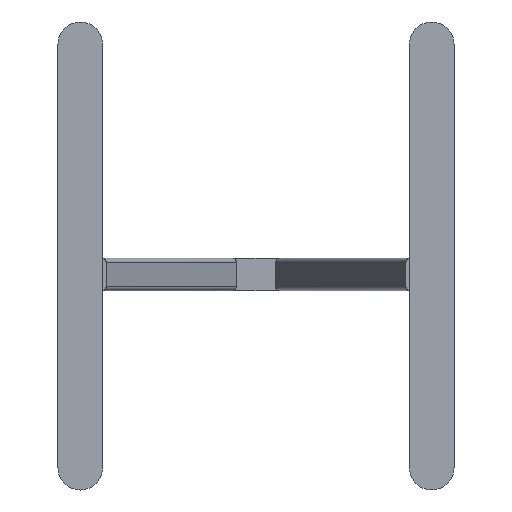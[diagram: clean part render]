
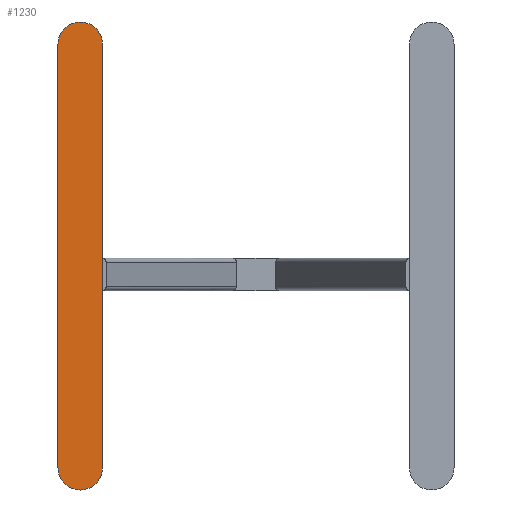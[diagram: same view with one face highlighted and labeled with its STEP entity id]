
A CAD part, front view. The second image highlights one B-rep face of the part: STEP entity #1230.
In plain terms, the highlighted planar face has unit normal (0, -1, 0).
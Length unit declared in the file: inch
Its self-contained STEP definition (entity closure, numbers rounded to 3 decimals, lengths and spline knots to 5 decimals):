
#29 = DIRECTION ( 'NONE',  ( 0., 0., 1. ) ) ;
#42 = VERTEX_POINT ( 'NONE', #402 ) ;
#48 = VECTOR ( 'NONE', #102, 39.37008 ) ;
#53 = ORIENTED_EDGE ( 'NONE', *, *, #1212, .T. ) ;
#102 = DIRECTION ( 'NONE',  ( 0., 0., 1. ) ) ;
#168 = CARTESIAN_POINT ( 'NONE',  ( -1.88927, -3.62, -2.37957 ) ) ;
#187 = CARTESIAN_POINT ( 'NONE',  ( -2.16407, -3.62, 2.83488 ) ) ;
#278 = CIRCLE ( 'NONE', #1366, 0.27479 ) ;
#345 = DIRECTION ( 'NONE',  ( 0., -1., 0. ) ) ;
#402 = CARTESIAN_POINT ( 'NONE',  ( -2.16407, -3.62, 3.10967 ) ) ;
#419 = AXIS2_PLACEMENT_3D ( 'NONE', #1141, #345, #885 ) ;
#427 = EDGE_CURVE ( 'NONE', #550, #1493, #1738, .T. ) ;
#430 = CARTESIAN_POINT ( 'NONE',  ( -2.43886, -3.62, 2.83488 ) ) ;
#534 = VERTEX_POINT ( 'NONE', #1752 ) ;
#549 = DIRECTION ( 'NONE',  ( 0., 0., 1. ) ) ;
#550 = VERTEX_POINT ( 'NONE', #1611 ) ;
#568 = DIRECTION ( 'NONE',  ( 0., 1., 0. ) ) ;
#602 = LINE ( 'NONE', #920, #48 ) ;
#606 = CARTESIAN_POINT ( 'NONE',  ( -2.43886, -3.62, 2.83488 ) ) ;
#697 = EDGE_LOOP ( 'NONE', ( #817, #761, #53, #1388, #970 ) ) ;
#702 = EDGE_CURVE ( 'NONE', #42, #729, #1565, .T. ) ;
#718 = LINE ( 'NONE', #430, #1685 ) ;
#729 = VERTEX_POINT ( 'NONE', #606 ) ;
#761 = ORIENTED_EDGE ( 'NONE', *, *, #702, .T. ) ;
#783 = AXIS2_PLACEMENT_3D ( 'NONE', #971, #1271, #29 ) ;
#817 = ORIENTED_EDGE ( 'NONE', *, *, #1534, .T. ) ;
#885 = DIRECTION ( 'NONE',  ( 0., 0., 1. ) ) ;
#908 = EDGE_CURVE ( 'NONE', #1493, #534, #602, .T. ) ;
#920 = CARTESIAN_POINT ( 'NONE',  ( -1.88927, -3.62, 2.83488 ) ) ;
#970 = ORIENTED_EDGE ( 'NONE', *, *, #908, .T. ) ;
#971 = CARTESIAN_POINT ( 'NONE',  ( -2.16407, -3.62, 2.83488 ) ) ;
#1011 = AXIS2_PLACEMENT_3D ( 'NONE', #187, #568, #1383 ) ;
#1133 = PLANE ( 'NONE',  #1011 ) ;
#1141 = CARTESIAN_POINT ( 'NONE',  ( -2.16407, -3.62, -2.37957 ) ) ;
#1212 = EDGE_CURVE ( 'NONE', #729, #550, #718, .T. ) ;
#1230 = ADVANCED_FACE ( 'NONE', ( #1421 ), #1133, .F. ) ;
#1260 = DIRECTION ( 'NONE',  ( 0., -1., 0. ) ) ;
#1271 = DIRECTION ( 'NONE',  ( 0., -1., 0. ) ) ;
#1273 = DIRECTION ( 'NONE',  ( 0., 0., -1. ) ) ;
#1366 = AXIS2_PLACEMENT_3D ( 'NONE', #1526, #1260, #549 ) ;
#1383 = DIRECTION ( 'NONE',  ( 0., 0., 1. ) ) ;
#1388 = ORIENTED_EDGE ( 'NONE', *, *, #427, .T. ) ;
#1421 = FACE_OUTER_BOUND ( 'NONE', #697, .T. ) ;
#1493 = VERTEX_POINT ( 'NONE', #168 ) ;
#1526 = CARTESIAN_POINT ( 'NONE',  ( -2.16407, -3.62, 2.83488 ) ) ;
#1534 = EDGE_CURVE ( 'NONE', #534, #42, #278, .T. ) ;
#1565 = CIRCLE ( 'NONE', #783, 0.27479 ) ;
#1611 = CARTESIAN_POINT ( 'NONE',  ( -2.43886, -3.62, -2.37957 ) ) ;
#1685 = VECTOR ( 'NONE', #1273, 39.37008 ) ;
#1738 = CIRCLE ( 'NONE', #419, 0.27479 ) ;
#1752 = CARTESIAN_POINT ( 'NONE',  ( -1.88927, -3.62, 2.83488 ) ) ;
